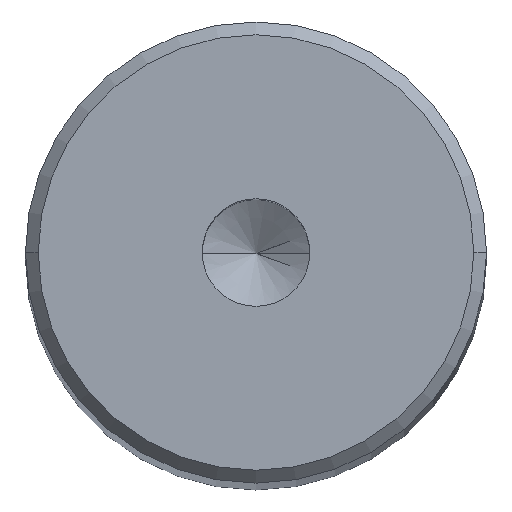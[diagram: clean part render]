
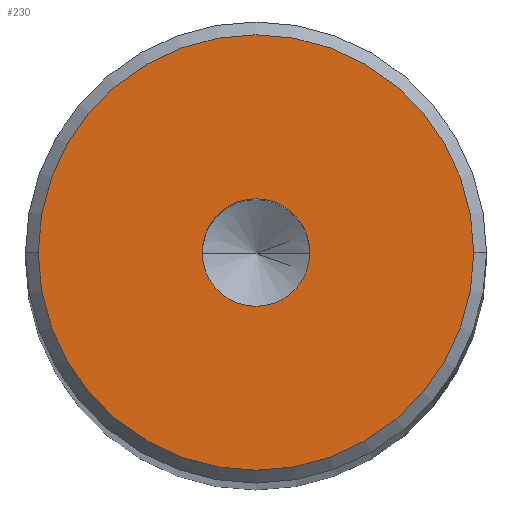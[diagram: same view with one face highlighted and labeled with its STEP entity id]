
A CAD part, top view. The second image highlights one B-rep face of the part: STEP entity #230.
In plain terms, the highlighted planar face has unit normal (0, 0, 1).
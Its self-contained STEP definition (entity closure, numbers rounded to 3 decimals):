
#24 = AXIS2_PLACEMENT_3D ( 'NONE', #84, #361, #31 ) ;
#27 = EDGE_CURVE ( 'NONE', #77, #346, #327, .T. ) ;
#29 = DIRECTION ( 'NONE',  ( 0., 0., 1. ) ) ;
#30 = VERTEX_POINT ( 'NONE', #149 ) ;
#31 = DIRECTION ( 'NONE',  ( 1., 0., 0. ) ) ;
#36 = VERTEX_POINT ( 'NONE', #187 ) ;
#56 = CARTESIAN_POINT ( 'NONE',  ( 0., 0., 0. ) ) ;
#77 = VERTEX_POINT ( 'NONE', #412 ) ;
#84 = CARTESIAN_POINT ( 'NONE',  ( 0., 0., 0. ) ) ;
#138 = AXIS2_PLACEMENT_3D ( 'NONE', #553, #29, #526 ) ;
#149 = CARTESIAN_POINT ( 'NONE',  ( 8.5, 0., 0. ) ) ;
#187 = CARTESIAN_POINT ( 'NONE',  ( -8.5, 0., 0. ) ) ;
#189 = CIRCLE ( 'NONE', #24, 8.5 ) ;
#200 = FACE_OUTER_BOUND ( 'NONE', #531, .T. ) ;
#228 = DIRECTION ( 'NONE',  ( 1., 0., 0. ) ) ;
#230 = ADVANCED_FACE ( 'NONE', ( #253, #200 ), #347, .T. ) ;
#234 = AXIS2_PLACEMENT_3D ( 'NONE', #404, #496, #228 ) ;
#253 = FACE_BOUND ( 'NONE', #562, .T. ) ;
#279 = CARTESIAN_POINT ( 'NONE',  ( 0., 0., 0. ) ) ;
#281 = DIRECTION ( 'NONE',  ( 1., 0., 0. ) ) ;
#314 = ORIENTED_EDGE ( 'NONE', *, *, #371, .T. ) ;
#316 = ORIENTED_EDGE ( 'NONE', *, *, #519, .T. ) ;
#327 = CIRCLE ( 'NONE', #483, 2.1 ) ;
#346 = VERTEX_POINT ( 'NONE', #442 ) ;
#347 = PLANE ( 'NONE',  #138 ) ;
#350 = CIRCLE ( 'NONE', #234, 2.1 ) ;
#351 = ORIENTED_EDGE ( 'NONE', *, *, #458, .F. ) ;
#361 = DIRECTION ( 'NONE',  ( 0., 0., 1. ) ) ;
#366 = DIRECTION ( 'NONE',  ( 0., 0., 1. ) ) ;
#371 = EDGE_CURVE ( 'NONE', #30, #36, #189, .T. ) ;
#375 = DIRECTION ( 'NONE',  ( 1., 0., 0. ) ) ;
#404 = CARTESIAN_POINT ( 'NONE',  ( 0., 0., 0. ) ) ;
#412 = CARTESIAN_POINT ( 'NONE',  ( 2.1, 0., 0. ) ) ;
#415 = CIRCLE ( 'NONE', #559, 8.5 ) ;
#442 = CARTESIAN_POINT ( 'NONE',  ( -2.1, 0., 0. ) ) ;
#458 = EDGE_CURVE ( 'NONE', #346, #77, #350, .T. ) ;
#466 = DIRECTION ( 'NONE',  ( 0., 0., 1. ) ) ;
#483 = AXIS2_PLACEMENT_3D ( 'NONE', #56, #466, #375 ) ;
#496 = DIRECTION ( 'NONE',  ( 0., 0., 1. ) ) ;
#519 = EDGE_CURVE ( 'NONE', #36, #30, #415, .T. ) ;
#526 = DIRECTION ( 'NONE',  ( 1., 0., 0. ) ) ;
#531 = EDGE_LOOP ( 'NONE', ( #316, #314 ) ) ;
#553 = CARTESIAN_POINT ( 'NONE',  ( 0., 0., 0. ) ) ;
#558 = ORIENTED_EDGE ( 'NONE', *, *, #27, .F. ) ;
#559 = AXIS2_PLACEMENT_3D ( 'NONE', #279, #366, #281 ) ;
#562 = EDGE_LOOP ( 'NONE', ( #558, #351 ) ) ;
